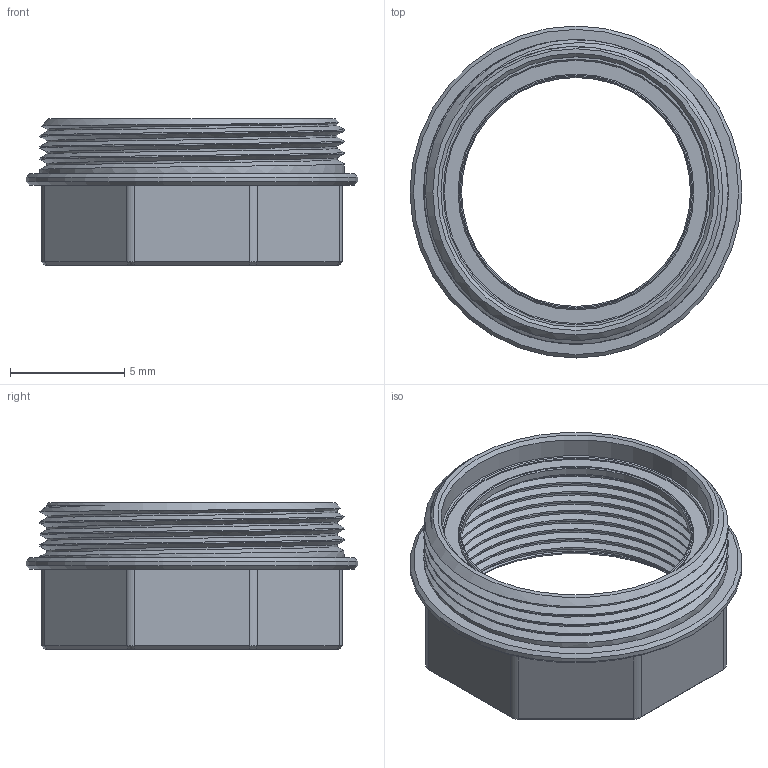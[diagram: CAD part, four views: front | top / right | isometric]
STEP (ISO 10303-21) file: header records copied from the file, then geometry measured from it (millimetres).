
FILE_DESCRIPTION(/* description */ (''),/* implementation_level */ '2;1');
FILE_NAME(/* name */ 'STP-MU181-(ME-LA-MU-M12-M).stp',/* time_stamp */ '2021-05-04T11:01:06+02:00',/* author */ (''),/* organization */ (''),/* preprocessor_version */ 'ST-DEVELOPER v16.7',/* originating_system */ 'SIEMENS PLM Software NX 1907',/* authorisation */ '');
FILE_SCHEMA (('AUTOMOTIVE_DESIGN { 1 0 10303 214 3 1 1 1 }'));
Length unit declared in the file: millimetre
Products named in the file (1): MECH-MU181-ADPT-M
Bounding box: 14.5 x 14.5 x 6.4 mm (x, y, z)
Volume: 224.9 mm3; surface area: 787 mm2
Topology: 1 solids, 1 shells, 66 faces, 153 edges, 95 vertices
Faces by surface type: plane 26, cylinder 17, cone 17, bspline 6
Full cylindrical faces by diameter (mm): 10 x1, 10.3 x1, 11.5 x1, 11.8 x1, 14.5 x1
Entity records: 4161 total; most frequent: CARTESIAN_POINT 2740, DIRECTION 282, ORIENTED_EDGE 270, EDGE_CURVE 135, AXIS2_PLACEMENT_3D 110, VERTEX_POINT 91, EDGE_LOOP 88, ADVANCED_FACE 66
